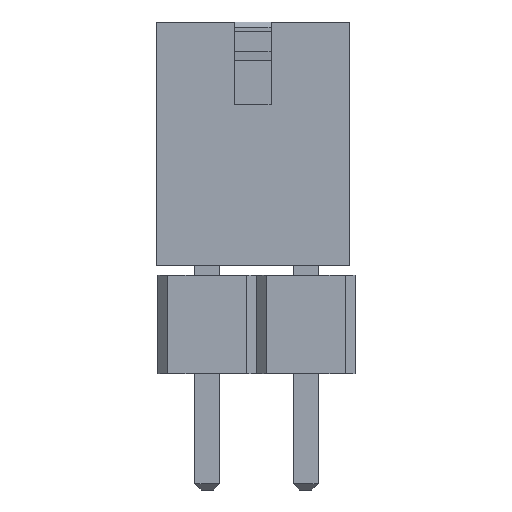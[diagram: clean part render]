
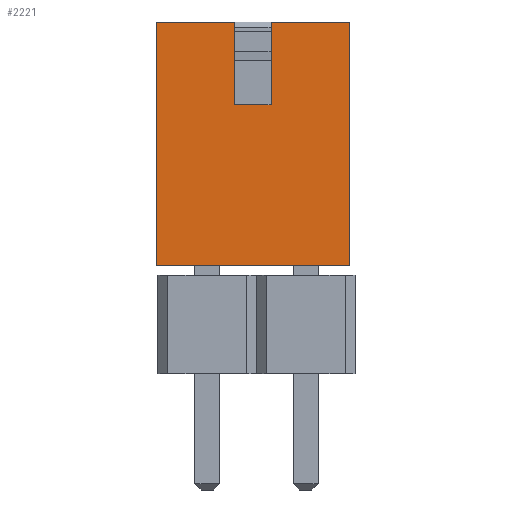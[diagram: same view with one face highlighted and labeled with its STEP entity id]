
A CAD part, left-side view. The second image highlights one B-rep face of the part: STEP entity #2221.
In plain terms, the highlighted face is planar.
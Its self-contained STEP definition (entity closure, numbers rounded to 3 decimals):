
#191=FACE_OUTER_BOUND('',#311,.T.);
#311=EDGE_LOOP('',(#1854,#1855,#1856,#1857,#1858,#1859,#1860,#1861));
#579=LINE('',#3453,#874);
#580=LINE('',#3455,#875);
#581=LINE('',#3457,#876);
#582=LINE('',#3459,#877);
#583=LINE('',#3461,#878);
#584=LINE('',#3463,#879);
#585=LINE('',#3465,#880);
#586=LINE('',#3466,#881);
#874=VECTOR('',#2841,2.13);
#875=VECTOR('',#2842,2.02);
#876=VECTOR('',#2843,6.285);
#877=VECTOR('',#2844,4.98);
#878=VECTOR('',#2845,6.285);
#879=VECTOR('',#2846,2.02);
#880=VECTOR('',#2847,2.13);
#881=VECTOR('',#2848,0.94);
#1091=VERTEX_POINT('',#3451);
#1092=VERTEX_POINT('',#3452);
#1093=VERTEX_POINT('',#3454);
#1094=VERTEX_POINT('',#3456);
#1095=VERTEX_POINT('',#3458);
#1096=VERTEX_POINT('',#3460);
#1097=VERTEX_POINT('',#3462);
#1098=VERTEX_POINT('',#3464);
#1363=EDGE_CURVE('',#1091,#1092,#579,.T.);
#1364=EDGE_CURVE('',#1093,#1091,#580,.T.);
#1365=EDGE_CURVE('',#1094,#1093,#581,.T.);
#1366=EDGE_CURVE('',#1095,#1094,#582,.T.);
#1367=EDGE_CURVE('',#1095,#1096,#583,.T.);
#1368=EDGE_CURVE('',#1097,#1096,#584,.T.);
#1369=EDGE_CURVE('',#1097,#1098,#585,.T.);
#1370=EDGE_CURVE('',#1092,#1098,#586,.T.);
#1854=ORIENTED_EDGE('',*,*,#1363,.F.);
#1855=ORIENTED_EDGE('',*,*,#1364,.F.);
#1856=ORIENTED_EDGE('',*,*,#1365,.F.);
#1857=ORIENTED_EDGE('',*,*,#1366,.F.);
#1858=ORIENTED_EDGE('',*,*,#1367,.T.);
#1859=ORIENTED_EDGE('',*,*,#1368,.F.);
#1860=ORIENTED_EDGE('',*,*,#1369,.T.);
#1861=ORIENTED_EDGE('',*,*,#1370,.F.);
#2105=PLANE('',#2369);
#2221=ADVANCED_FACE('',(#191),#2105,.T.);
#2369=AXIS2_PLACEMENT_3D('',#3450,#2839,#2840);
#2839=DIRECTION('center_axis',(0.,1.,0.));
#2840=DIRECTION('ref_axis',(-1.,0.,0.));
#2841=DIRECTION('',(0.,0.,-1.));
#2842=DIRECTION('',(-1.,0.,0.));
#2843=DIRECTION('',(0.,0.,1.));
#2844=DIRECTION('',(1.,0.,0.));
#2845=DIRECTION('',(0.,0.,1.));
#2846=DIRECTION('',(-1.,0.,0.));
#2847=DIRECTION('',(0.,0.,-1.));
#2848=DIRECTION('',(-1.,0.,0.));
#3450=CARTESIAN_POINT('Origin',(2.49,1.22,0.));
#3451=CARTESIAN_POINT('',(0.47,1.22,6.285));
#3452=CARTESIAN_POINT('',(0.47,1.22,4.155));
#3453=CARTESIAN_POINT('',(0.47,1.22,6.285));
#3454=CARTESIAN_POINT('',(2.49,1.22,6.285));
#3455=CARTESIAN_POINT('',(2.49,1.22,6.285));
#3456=CARTESIAN_POINT('',(2.49,1.22,0.));
#3457=CARTESIAN_POINT('',(2.49,1.22,0.));
#3458=CARTESIAN_POINT('',(-2.49,1.22,0.));
#3459=CARTESIAN_POINT('',(-2.49,1.22,0.));
#3460=CARTESIAN_POINT('',(-2.49,1.22,6.285));
#3461=CARTESIAN_POINT('',(-2.49,1.22,0.));
#3462=CARTESIAN_POINT('',(-0.47,1.22,6.285));
#3463=CARTESIAN_POINT('',(-0.47,1.22,6.285));
#3464=CARTESIAN_POINT('',(-0.47,1.22,4.155));
#3465=CARTESIAN_POINT('',(-0.47,1.22,6.285));
#3466=CARTESIAN_POINT('',(0.47,1.22,4.155));
